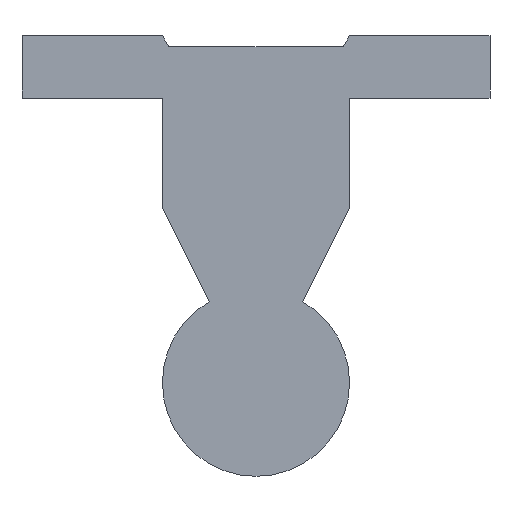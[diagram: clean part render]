
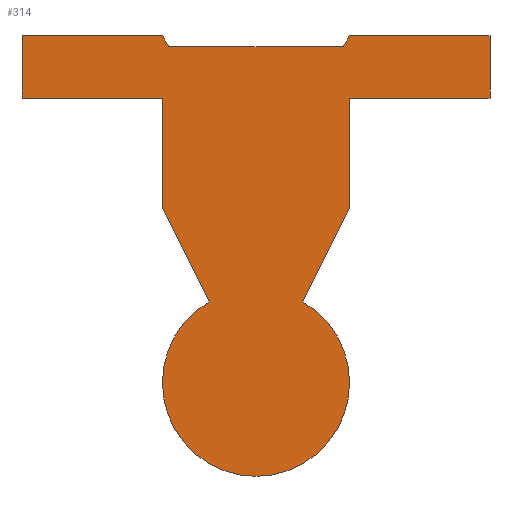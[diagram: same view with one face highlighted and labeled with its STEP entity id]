
A CAD part, front view. The second image highlights one B-rep face of the part: STEP entity #314.
In plain terms, the highlighted planar face has unit normal (0, -1, 0).
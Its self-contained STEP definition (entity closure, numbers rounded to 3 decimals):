
#15=CIRCLE('',#329,6.);
#33=FACE_OUTER_BOUND('',#49,.T.);
#49=EDGE_LOOP('',(#270,#271,#272,#273,#274,#275,#276,#277,#278,#279,#280,
#281,#282,#283));
#50=LINE('',#417,#90);
#54=LINE('',#425,#94);
#57=LINE('',#431,#97);
#60=LINE('',#437,#100);
#63=LINE('',#443,#103);
#66=LINE('',#449,#106);
#69=LINE('',#455,#109);
#72=LINE('',#461,#112);
#75=LINE('',#467,#115);
#78=LINE('',#473,#118);
#81=LINE('',#479,#121);
#85=LINE('',#491,#125);
#88=LINE('',#496,#128);
#90=VECTOR('',#339,10.);
#94=VECTOR('',#345,10.);
#97=VECTOR('',#350,10.);
#100=VECTOR('',#355,10.);
#103=VECTOR('',#360,10.);
#106=VECTOR('',#365,10.);
#109=VECTOR('',#370,10.);
#112=VECTOR('',#375,10.);
#115=VECTOR('',#380,10.);
#118=VECTOR('',#385,10.);
#121=VECTOR('',#390,10.);
#125=VECTOR('',#402,10.);
#128=VECTOR('',#407,10.);
#130=VERTEX_POINT('',#415);
#131=VERTEX_POINT('',#416);
#134=VERTEX_POINT('',#424);
#136=VERTEX_POINT('',#430);
#138=VERTEX_POINT('',#436);
#140=VERTEX_POINT('',#442);
#142=VERTEX_POINT('',#448);
#144=VERTEX_POINT('',#454);
#146=VERTEX_POINT('',#460);
#148=VERTEX_POINT('',#466);
#150=VERTEX_POINT('',#472);
#152=VERTEX_POINT('',#478);
#154=VERTEX_POINT('',#484);
#156=VERTEX_POINT('',#490);
#158=EDGE_CURVE('',#130,#131,#50,.T.);
#162=EDGE_CURVE('',#131,#134,#54,.T.);
#165=EDGE_CURVE('',#134,#136,#57,.T.);
#168=EDGE_CURVE('',#136,#138,#60,.T.);
#171=EDGE_CURVE('',#138,#140,#63,.T.);
#174=EDGE_CURVE('',#142,#140,#66,.T.);
#177=EDGE_CURVE('',#142,#144,#69,.T.);
#180=EDGE_CURVE('',#144,#146,#72,.T.);
#183=EDGE_CURVE('',#146,#148,#75,.T.);
#186=EDGE_CURVE('',#150,#148,#78,.T.);
#189=EDGE_CURVE('',#152,#150,#81,.T.);
#192=EDGE_CURVE('',#154,#152,#15,.T.);
#195=EDGE_CURVE('',#154,#156,#85,.T.);
#198=EDGE_CURVE('',#130,#156,#88,.T.);
#270=ORIENTED_EDGE('',*,*,#198,.F.);
#271=ORIENTED_EDGE('',*,*,#158,.T.);
#272=ORIENTED_EDGE('',*,*,#162,.T.);
#273=ORIENTED_EDGE('',*,*,#165,.T.);
#274=ORIENTED_EDGE('',*,*,#168,.T.);
#275=ORIENTED_EDGE('',*,*,#171,.T.);
#276=ORIENTED_EDGE('',*,*,#174,.F.);
#277=ORIENTED_EDGE('',*,*,#177,.T.);
#278=ORIENTED_EDGE('',*,*,#180,.T.);
#279=ORIENTED_EDGE('',*,*,#183,.T.);
#280=ORIENTED_EDGE('',*,*,#186,.F.);
#281=ORIENTED_EDGE('',*,*,#189,.F.);
#282=ORIENTED_EDGE('',*,*,#192,.F.);
#283=ORIENTED_EDGE('',*,*,#195,.T.);
#298=PLANE('',#334);
#314=ADVANCED_FACE('',(#33),#298,.F.);
#329=AXIS2_PLACEMENT_3D('',#485,#395,#396);
#334=AXIS2_PLACEMENT_3D('',#499,#411,#412);
#339=DIRECTION('',(1.,0.,0.));
#345=DIRECTION('',(0.,0.,1.));
#350=DIRECTION('',(-1.,0.,0.));
#355=DIRECTION('',(-0.5,0.,-0.866));
#360=DIRECTION('',(-1.,0.,0.));
#365=DIRECTION('',(0.5,0.,-0.866));
#370=DIRECTION('',(-1.,0.,0.));
#375=DIRECTION('',(0.,0.,-1.));
#380=DIRECTION('',(1.,0.,0.));
#385=DIRECTION('',(0.,0.,1.));
#390=DIRECTION('',(-0.444,0.,0.896));
#395=DIRECTION('center_axis',(0.,1.,0.));
#396=DIRECTION('ref_axis',(1.,0.,0.));
#402=DIRECTION('',(0.444,0.,0.896));
#407=DIRECTION('',(0.,0.,-1.));
#411=DIRECTION('center_axis',(0.,1.,0.));
#412=DIRECTION('ref_axis',(1.,0.,0.));
#415=CARTESIAN_POINT('',(6.,0.,18.25));
#416=CARTESIAN_POINT('',(15.,0.,18.25));
#417=CARTESIAN_POINT('',(6.,0.,18.25));
#424=CARTESIAN_POINT('',(15.,0.,22.25));
#425=CARTESIAN_POINT('',(15.,0.,18.25));
#430=CARTESIAN_POINT('',(6.,0.,22.25));
#431=CARTESIAN_POINT('',(15.,0.,22.25));
#436=CARTESIAN_POINT('',(5.596,0.,21.55));
#437=CARTESIAN_POINT('',(6.,0.,22.25));
#442=CARTESIAN_POINT('',(-5.596,0.,21.55));
#443=CARTESIAN_POINT('',(5.596,0.,21.55));
#448=CARTESIAN_POINT('',(-6.,0.,22.25));
#449=CARTESIAN_POINT('',(-6.,0.,22.25));
#454=CARTESIAN_POINT('',(-15.,0.,22.25));
#455=CARTESIAN_POINT('',(-6.,0.,22.25));
#460=CARTESIAN_POINT('',(-15.,0.,18.25));
#461=CARTESIAN_POINT('',(-15.,0.,22.25));
#466=CARTESIAN_POINT('',(-6.,0.,18.25));
#467=CARTESIAN_POINT('',(-15.,0.,18.25));
#472=CARTESIAN_POINT('',(-6.,0.,11.25));
#473=CARTESIAN_POINT('',(-6.,0.,11.25));
#478=CARTESIAN_POINT('',(-3.,0.,5.196));
#479=CARTESIAN_POINT('',(-3.,0.,5.196));
#484=CARTESIAN_POINT('',(3.,0.,5.196));
#485=CARTESIAN_POINT('Origin',(0.,0.,0.));
#490=CARTESIAN_POINT('',(6.,0.,11.25));
#491=CARTESIAN_POINT('',(3.,0.,5.196));
#496=CARTESIAN_POINT('',(6.,0.,18.25));
#499=CARTESIAN_POINT('Origin',(0.,0.,8.125));
